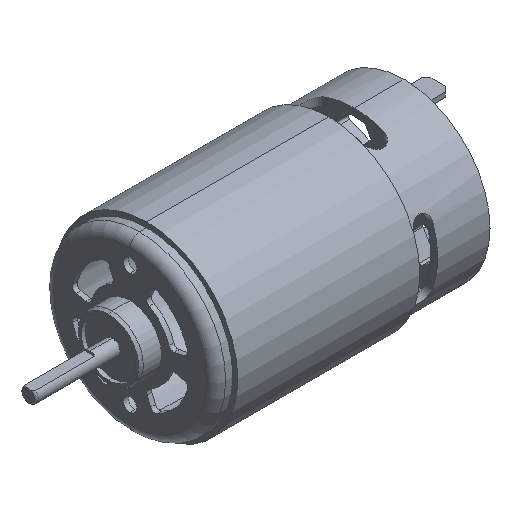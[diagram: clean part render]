
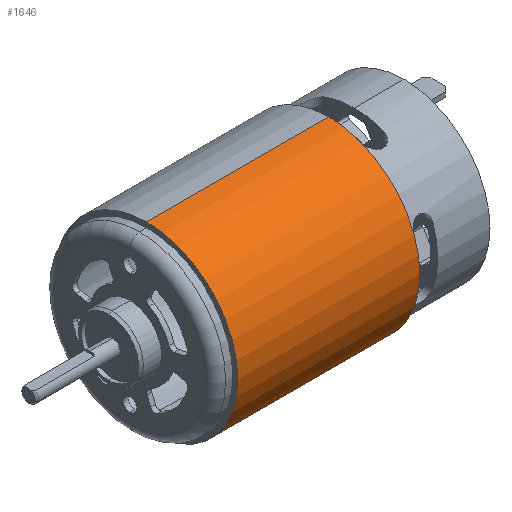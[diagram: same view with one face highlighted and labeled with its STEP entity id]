
A CAD part, isometric view. The second image highlights one B-rep face of the part: STEP entity #1646.
In plain terms, the highlighted cylindrical face has radius 19 mm (diameter 38 mm), a partial arc.
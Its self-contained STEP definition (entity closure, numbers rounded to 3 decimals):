
#6 = EDGE_CURVE ( 'NONE', #481, #5125, #91, .T. ) ;
#91 = LINE ( 'NONE', #3531, #407 ) ;
#364 = EDGE_CURVE ( 'NONE', #4391, #4749, #2852, .T. ) ;
#407 = VECTOR ( 'NONE', #4260, 1000. ) ;
#481 = VERTEX_POINT ( 'NONE', #4473 ) ;
#482 = EDGE_CURVE ( 'NONE', #5125, #4749, #4563, .T. ) ;
#598 = DIRECTION ( 'NONE',  ( 0., 0., 1. ) ) ;
#604 = FACE_OUTER_BOUND ( 'NONE', #4245, .T. ) ;
#675 = DIRECTION ( 'NONE',  ( 0., 0., 1. ) ) ;
#720 = EDGE_CURVE ( 'NONE', #4391, #481, #3198, .T. ) ;
#923 = AXIS2_PLACEMENT_3D ( 'NONE', #5415, #1489, #4556 ) ;
#969 = CARTESIAN_POINT ( 'NONE',  ( 3.5, 0., 0. ) ) ;
#1042 = VECTOR ( 'NONE', #4138, 1000. ) ;
#1330 = ORIENTED_EDGE ( 'NONE', *, *, #482, .F. ) ;
#1377 = AXIS2_PLACEMENT_3D ( 'NONE', #3730, #3300, #675 ) ;
#1489 = DIRECTION ( 'NONE',  ( 1., 0., 0. ) ) ;
#1587 = ORIENTED_EDGE ( 'NONE', *, *, #364, .T. ) ;
#1646 = ADVANCED_FACE ( 'NONE', ( #604 ), #2838, .T. ) ;
#2597 = CARTESIAN_POINT ( 'NONE',  ( 3.5, 0., 19. ) ) ;
#2838 = CYLINDRICAL_SURFACE ( 'NONE', #1377, 19. ) ;
#2852 = LINE ( 'NONE', #5411, #1042 ) ;
#3198 = CIRCLE ( 'NONE', #923, 19. ) ;
#3300 = DIRECTION ( 'NONE',  ( -1., 0., 0. ) ) ;
#3531 = CARTESIAN_POINT ( 'NONE',  ( 57.2, 0., -19. ) ) ;
#3614 = ORIENTED_EDGE ( 'NONE', *, *, #720, .F. ) ;
#3730 = CARTESIAN_POINT ( 'NONE',  ( 57.2, 0., 0. ) ) ;
#4138 = DIRECTION ( 'NONE',  ( -1., 0., 0. ) ) ;
#4245 = EDGE_LOOP ( 'NONE', ( #4784, #3614, #1587, #1330 ) ) ;
#4260 = DIRECTION ( 'NONE',  ( -1., 0., 0. ) ) ;
#4391 = VERTEX_POINT ( 'NONE', #5127 ) ;
#4473 = CARTESIAN_POINT ( 'NONE',  ( 41.5, 0., -19. ) ) ;
#4501 = CARTESIAN_POINT ( 'NONE',  ( 3.5, 0., -19. ) ) ;
#4556 = DIRECTION ( 'NONE',  ( 0., 0., -1. ) ) ;
#4563 = CIRCLE ( 'NONE', #4923, 19. ) ;
#4749 = VERTEX_POINT ( 'NONE', #2597 ) ;
#4784 = ORIENTED_EDGE ( 'NONE', *, *, #6, .F. ) ;
#4905 = DIRECTION ( 'NONE',  ( -1., 0., 0. ) ) ;
#4923 = AXIS2_PLACEMENT_3D ( 'NONE', #969, #4905, #598 ) ;
#5125 = VERTEX_POINT ( 'NONE', #4501 ) ;
#5127 = CARTESIAN_POINT ( 'NONE',  ( 41.5, 0., 19. ) ) ;
#5411 = CARTESIAN_POINT ( 'NONE',  ( 57.2, 0., 19. ) ) ;
#5415 = CARTESIAN_POINT ( 'NONE',  ( 41.5, 0., 0. ) ) ;
